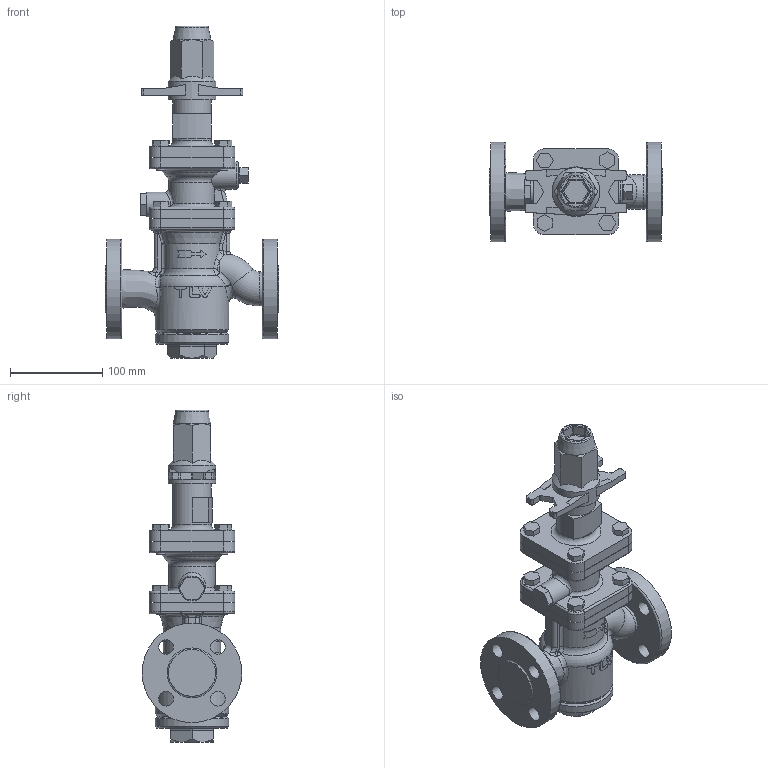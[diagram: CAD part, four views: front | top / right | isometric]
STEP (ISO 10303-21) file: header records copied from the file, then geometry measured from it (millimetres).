
FILE_DESCRIPTION(/* description */ (''),/* implementation_level */ '2;1');
FILE_NAME(/* name */ 'csr16-025-a0150-00.stp',/* time_stamp */ '2016-02-25T16:27:46+09:00',/* author */ ('nakaot'),/* organization */ (''),/* preprocessor_version */ 'ST-DEVELOPER v15.6',/* originating_system */ 'Autodesk Inventor 2015',/* authorisation */ '');
FILE_SCHEMA (('CONFIG_CONTROL_DESIGN'));
Length unit declared in the file: millimetre
Products named in the file (1): csr16-025-a0150-00
Bounding box: 188 x 108 x 360 mm (x, y, z)
Volume: 1690817.9 mm3; surface area: 205625.3 mm2
Topology: 1 solids, 1 shells, 556 faces, 1384 edges, 857 vertices
Faces by surface type: plane 232, cylinder 164, bspline 83, torus 47, cone 20, sphere 10
Full cylindrical faces by diameter (mm): 10 x16, 12 x8, 16 x8, 25 x1, 27 x1, 30 x1, 37 x1, 42 x1, 52 x1, 60 x2, 70 x1, 80 x2, 108 x2
Entity records: 24036 total; most frequent: CARTESIAN_POINT 11706, ORIENTED_EDGE 2572, DIRECTION 2385, EDGE_CURVE 1286, AXIS2_PLACEMENT_3D 914, VERTEX_POINT 836, EDGE_LOOP 692, LINE 557
